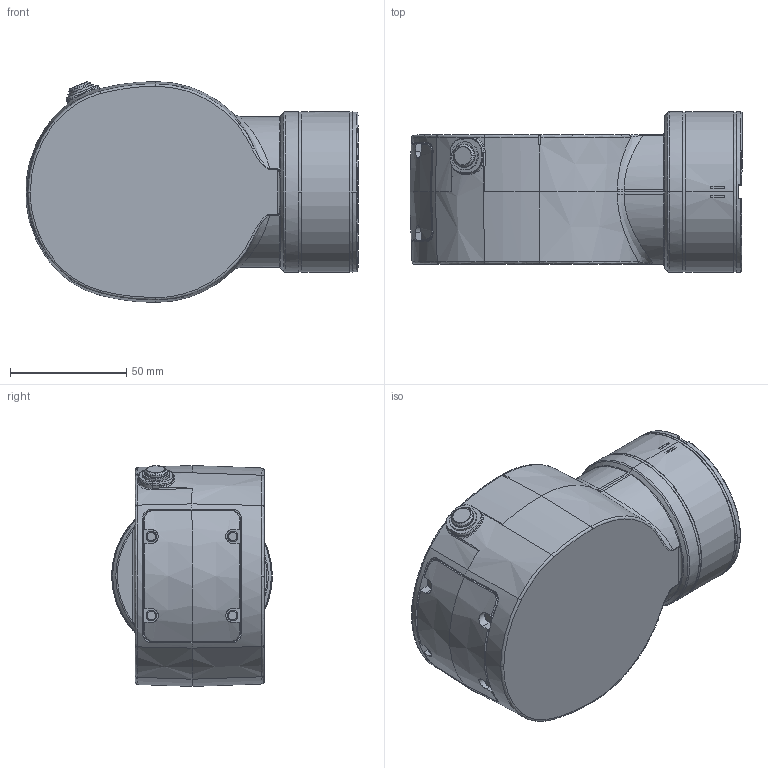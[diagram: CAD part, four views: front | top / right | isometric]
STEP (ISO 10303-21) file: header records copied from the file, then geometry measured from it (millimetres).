
FILE_DESCRIPTION (( 'STEP AP214' ), '1' );
FILE_NAME ('IRB1200H_5-90_IRC5_Link5_rev0.step', '2022-01-17T08:44:08', ( '' ), ( '' ), 'SwSTEP 2.0', 'SolidWorks 2020', '' );
FILE_SCHEMA (( 'AUTOMOTIVE_DESIGN' ));
Length unit declared in the file: millimetre
Products named in the file (1): IRB1200H_5-90_IRC5_Link5_rev0
Bounding box: 142.81 x 69 x 95 mm (x, y, z)
Volume: 578768 mm3; surface area: 46201.4 mm2
Topology: 1 solids, 3 shells, 293 faces, 704 edges, 425 vertices
Faces by surface type: bspline 117, plane 77, cylinder 71, cone 28
Entity records: 16838 total; most frequent: CARTESIAN_POINT 11026, ORIENTED_EDGE 1400, DIRECTION 928, EDGE_CURVE 700, VERTEX_POINT 425, AXIS2_PLACEMENT_3D 362, EDGE_LOOP 305, ADVANCED_FACE 293
